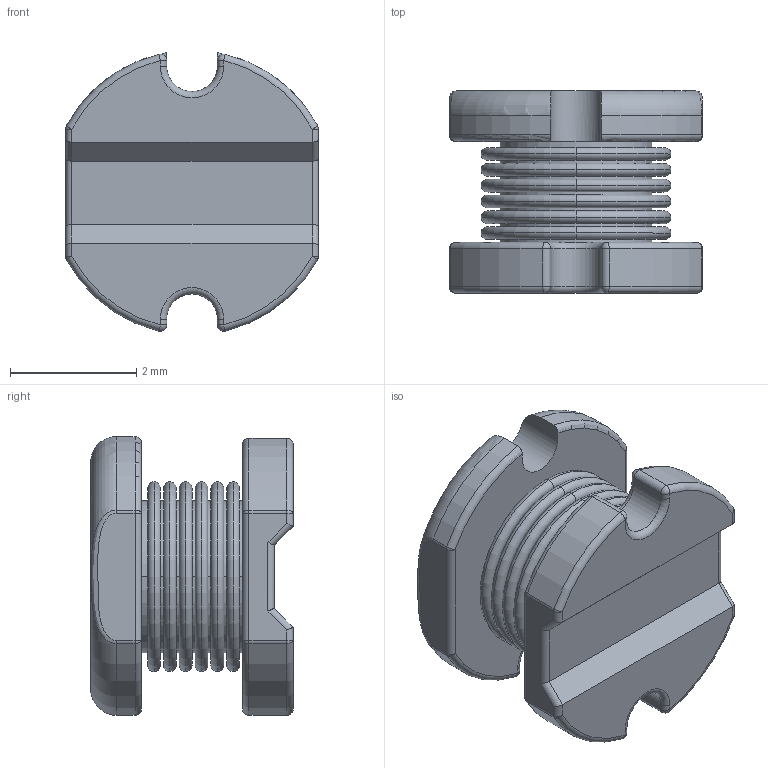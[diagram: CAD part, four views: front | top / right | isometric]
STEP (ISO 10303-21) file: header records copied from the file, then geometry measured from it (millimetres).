
FILE_DESCRIPTION (( 'STEP AP214' ), '1' );
FILE_NAME ('L_SMD_4.5x4.0x3.2.STEP', '2014-05-28T10:17:39', ( 'Master' ), ( '' ), 'SwSTEP 2.0', 'SolidWorks 2013', '' );
FILE_SCHEMA (( 'AUTOMOTIVE_DESIGN' ));
Length unit declared in the file: millimetre
Products named in the file (1): L_SMD_4.5x4.0x3.2
Bounding box: 4 x 3.2 x 4.41 mm (x, y, z)
Volume: 29.8 mm3; surface area: 114.5 mm2
Topology: 7 solids, 7 shells, 145 faces, 327 edges, 164 vertices
Faces by surface type: cylinder 52, torus 45, sphere 22, plane 20, bspline 6
Entity records: 4457 total; most frequent: CARTESIAN_POINT 963, DIRECTION 742, ORIENTED_EDGE 610, AXIS2_PLACEMENT_3D 324, EDGE_CURVE 305, CIRCLE 184, VERTEX_POINT 164, EDGE_LOOP 147
